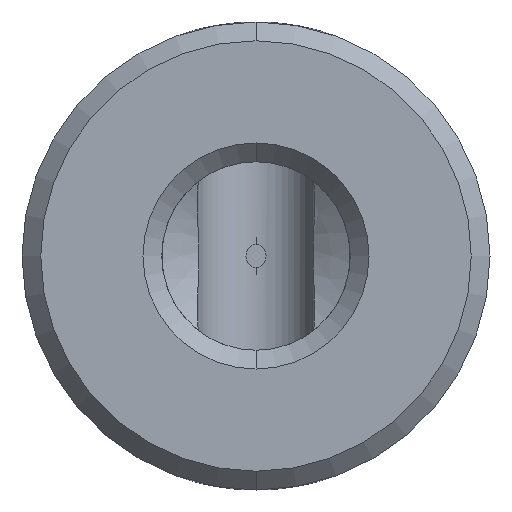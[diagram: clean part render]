
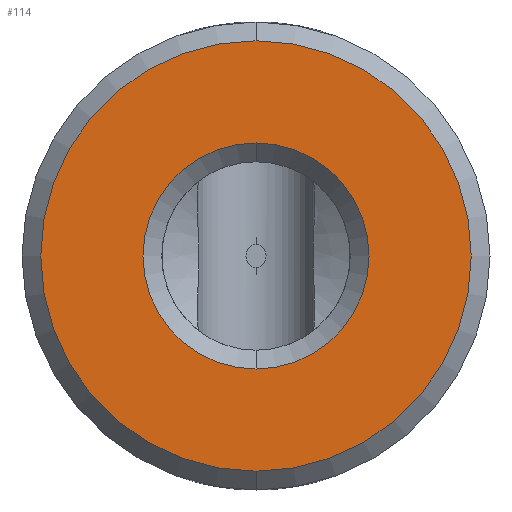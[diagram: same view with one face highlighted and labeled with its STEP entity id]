
A CAD part, front view. The second image highlights one B-rep face of the part: STEP entity #114.
In plain terms, the highlighted planar face has unit normal (0, -1, 0).
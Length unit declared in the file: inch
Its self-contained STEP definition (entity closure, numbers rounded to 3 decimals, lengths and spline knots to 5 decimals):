
#7 = VERTEX_POINT ( 'NONE', #573 ) ;
#9 = EDGE_CURVE ( 'NONE', #161, #7, #623, .T. ) ;
#57 = ORIENTED_EDGE ( 'NONE', *, *, #255, .T. ) ;
#64 = EDGE_LOOP ( 'NONE', ( #118, #120 ) ) ;
#65 = EDGE_LOOP ( 'NONE', ( #57, #130 ) ) ;
#114 = ADVANCED_FACE ( 'NONE', ( #803, #801 ), #980, .F. ) ;
#115 = EDGE_CURVE ( 'NONE', #250, #256, #816, .T. ) ;
#118 = ORIENTED_EDGE ( 'NONE', *, *, #9, .F. ) ;
#120 = ORIENTED_EDGE ( 'NONE', *, *, #127, .F. ) ;
#127 = EDGE_CURVE ( 'NONE', #7, #161, #960, .T. ) ;
#130 = ORIENTED_EDGE ( 'NONE', *, *, #115, .T. ) ;
#161 = VERTEX_POINT ( 'NONE', #829 ) ;
#250 = VERTEX_POINT ( 'NONE', #1207 ) ;
#255 = EDGE_CURVE ( 'NONE', #256, #250, #668, .T. ) ;
#256 = VERTEX_POINT ( 'NONE', #1148 ) ;
#562 = CARTESIAN_POINT ( 'NONE',  ( -0.01716, -0.56128, 0.05069 ) ) ;
#564 = DIRECTION ( 'NONE',  ( 0., 1., 0. ) ) ;
#570 = DIRECTION ( 'NONE',  ( 0., 0., 1. ) ) ;
#572 = AXIS2_PLACEMENT_3D ( 'NONE', #562, #564, #570 ) ;
#573 = CARTESIAN_POINT ( 'NONE',  ( -0.01716, -0.56128, -0.17881 ) ) ;
#621 = CARTESIAN_POINT ( 'NONE',  ( -0.01716, -0.56128, 0.05069 ) ) ;
#622 = AXIS2_PLACEMENT_3D ( 'NONE', #621, #743, #742 ) ;
#623 = CIRCLE ( 'NONE', #622, 0.2295 ) ;
#668 = CIRCLE ( 'NONE', #572, 0.1205 ) ;
#742 = DIRECTION ( 'NONE',  ( 0., 0., 1. ) ) ;
#743 = DIRECTION ( 'NONE',  ( 0., 1., 0. ) ) ;
#795 = CARTESIAN_POINT ( 'NONE',  ( -0.01716, -0.56128, 0.05069 ) ) ;
#798 = AXIS2_PLACEMENT_3D ( 'NONE', #808, #807, #818 ) ;
#801 = FACE_OUTER_BOUND ( 'NONE', #64, .T. ) ;
#803 = FACE_BOUND ( 'NONE', #65, .T. ) ;
#807 = DIRECTION ( 'NONE',  ( 0., 1., 0. ) ) ;
#808 = CARTESIAN_POINT ( 'NONE',  ( 0.21234, -0.56128, 0.05069 ) ) ;
#814 = DIRECTION ( 'NONE',  ( 0., 1., 0. ) ) ;
#815 = AXIS2_PLACEMENT_3D ( 'NONE', #795, #814, #835 ) ;
#816 = CIRCLE ( 'NONE', #815, 0.1205 ) ;
#818 = DIRECTION ( 'NONE',  ( 0., 0., 1. ) ) ;
#829 = CARTESIAN_POINT ( 'NONE',  ( -0.01716, -0.56128, 0.28019 ) ) ;
#835 = DIRECTION ( 'NONE',  ( 0., 0., 1. ) ) ;
#885 = DIRECTION ( 'NONE',  ( 0., 0., 1. ) ) ;
#886 = DIRECTION ( 'NONE',  ( 0., 1., 0. ) ) ;
#887 = CARTESIAN_POINT ( 'NONE',  ( -0.01716, -0.56128, 0.05069 ) ) ;
#888 = AXIS2_PLACEMENT_3D ( 'NONE', #887, #886, #885 ) ;
#960 = CIRCLE ( 'NONE', #888, 0.2295 ) ;
#980 = PLANE ( 'NONE',  #798 ) ;
#1148 = CARTESIAN_POINT ( 'NONE',  ( -0.01716, -0.56128, -0.06981 ) ) ;
#1207 = CARTESIAN_POINT ( 'NONE',  ( -0.01716, -0.56128, 0.17119 ) ) ;
